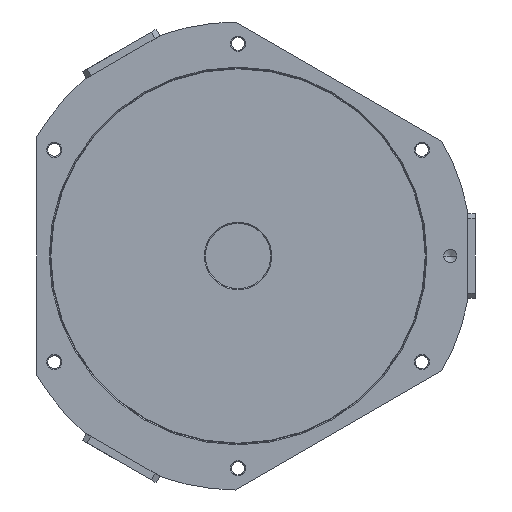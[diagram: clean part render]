
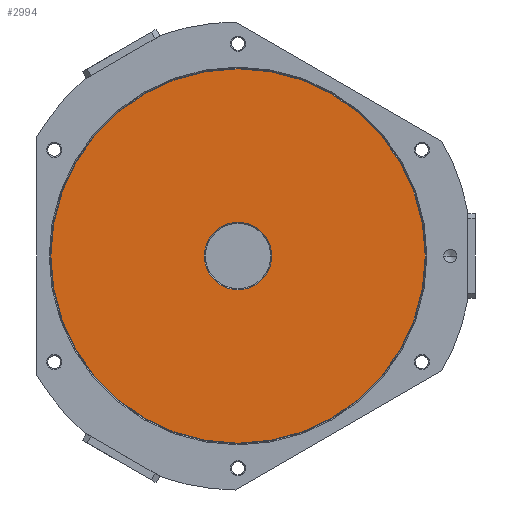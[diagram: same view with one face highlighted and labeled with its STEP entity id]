
A CAD part, front view. The second image highlights one B-rep face of the part: STEP entity #2994.
In plain terms, the highlighted planar face has unit normal (0, -1, 0).
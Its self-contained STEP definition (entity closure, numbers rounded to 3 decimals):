
#2552 = EDGE_CURVE( '', #4106, #3936, #7240, .T. );
#2994 = ADVANCED_FACE( '', ( #7730, #7731 ), #7732, .F. );
#3936 = VERTEX_POINT( '', #8794 );
#3984 = VERTEX_POINT( '', #8847 );
#4106 = VERTEX_POINT( '', #8987 );
#4432 = EDGE_CURVE( '', #3984, #5862, #9359, .T. );
#5638 = EDGE_CURVE( '', #5862, #3984, #10701, .T. );
#5862 = VERTEX_POINT( '', #10963 );
#6598 = EDGE_CURVE( '', #3936, #4106, #11779, .T. );
#7240 = CIRCLE( '', #12530, 172. );
#7730 = FACE_OUTER_BOUND( '', #13204, .T. );
#7731 = FACE_BOUND( '', #13205, .T. );
#7732 = PLANE( '', #13206 );
#8794 = CARTESIAN_POINT( '', ( 172., 0., 0. ) );
#8847 = CARTESIAN_POINT( '', ( 31., 0., 0. ) );
#8987 = CARTESIAN_POINT( '', ( -172., 0., 0. ) );
#9359 = CIRCLE( '', #15401, 31. );
#10701 = CIRCLE( '', #17191, 31. );
#10963 = CARTESIAN_POINT( '', ( -31., 0., 0. ) );
#11779 = CIRCLE( '', #18671, 172. );
#12530 = AXIS2_PLACEMENT_3D( '', #19538, #19539, #19540 );
#13204 = EDGE_LOOP( '', ( #20096, #20097 ) );
#13205 = EDGE_LOOP( '', ( #20098, #20099 ) );
#13206 = AXIS2_PLACEMENT_3D( '', #20100, #20101, #20102 );
#15401 = AXIS2_PLACEMENT_3D( '', #22075, #22076, #22077 );
#17191 = AXIS2_PLACEMENT_3D( '', #23711, #23712, #23713 );
#18671 = AXIS2_PLACEMENT_3D( '', #24958, #24959, #24960 );
#19538 = CARTESIAN_POINT( '', ( 0., 0., 0. ) );
#19539 = DIRECTION( '', ( 0., -1., 0. ) );
#19540 = DIRECTION( '', ( 1., 0., 0. ) );
#20096 = ORIENTED_EDGE( '', *, *, #6598, .T. );
#20097 = ORIENTED_EDGE( '', *, *, #2552, .T. );
#20098 = ORIENTED_EDGE( '', *, *, #4432, .T. );
#20099 = ORIENTED_EDGE( '', *, *, #5638, .T. );
#20100 = CARTESIAN_POINT( '', ( 0., 0., 0. ) );
#20101 = DIRECTION( '', ( 0., 1., 0. ) );
#20102 = DIRECTION( '', ( 0., 0., 1. ) );
#22075 = CARTESIAN_POINT( '', ( 0., 0., 0. ) );
#22076 = DIRECTION( '', ( 0., 1., 0. ) );
#22077 = DIRECTION( '', ( 1., 0., 0. ) );
#23711 = CARTESIAN_POINT( '', ( 0., 0., 0. ) );
#23712 = DIRECTION( '', ( 0., 1., 0. ) );
#23713 = DIRECTION( '', ( 1., 0., 0. ) );
#24958 = CARTESIAN_POINT( '', ( 0., 0., 0. ) );
#24959 = DIRECTION( '', ( 0., -1., 0. ) );
#24960 = DIRECTION( '', ( 1., 0., 0. ) );
